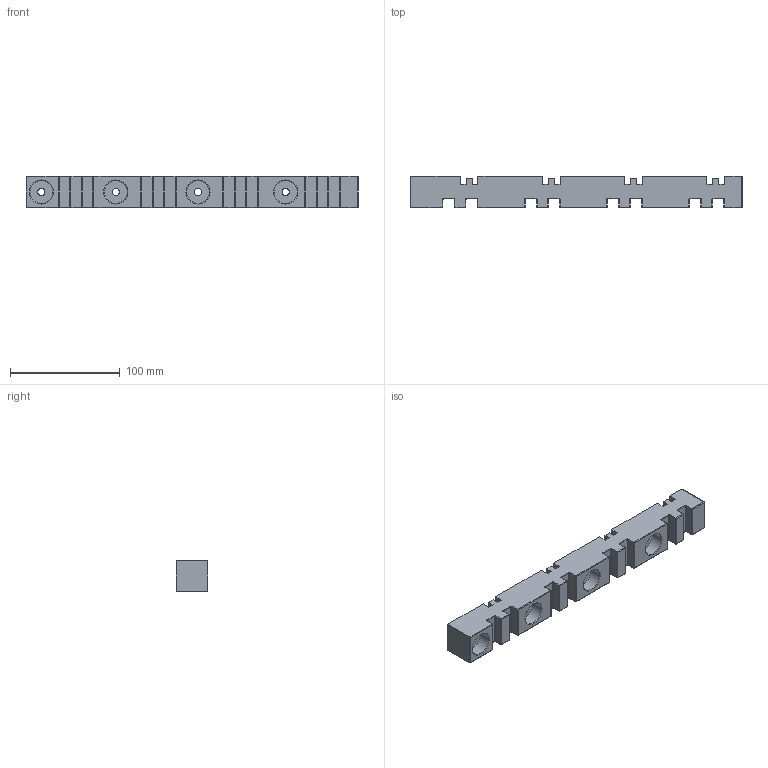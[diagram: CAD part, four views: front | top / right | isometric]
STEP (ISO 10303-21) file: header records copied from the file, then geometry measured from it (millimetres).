
FILE_DESCRIPTION (( 'STEP AP214' ), '1' );
FILE_NAME ('YIS40-4-303 Èçîëÿòîð øèííûé ïëîñêèé ÈØÏ 4P äëÿ øèí 5 è 10 ìì 303 ìì IEK.STEP', '2020-02-25T11:36:50', ( '' ), ( '' ), 'SwSTEP 2.0', 'SolidWorks 2017', '' );
FILE_SCHEMA (( 'AUTOMOTIVE_DESIGN' ));
Length unit declared in the file: millimetre
Products named in the file (1): YIS40-4-303 Èçîëÿòîð øèííûé ïëîñêèé ÈØÏ 4P äëÿ øèí 5 è 10 ìì 303 ìì IEK
Bounding box: 303 x 29 x 29 mm (x, y, z)
Volume: 191956.4 mm3; surface area: 47336.5 mm2
Topology: 1 solids, 1 shells, 282 faces, 672 edges, 364 vertices
Faces by surface type: cylinder 128, plane 78, torus 40, sphere 36
Entity records: 7814 total; most frequent: DIRECTION 1506, CARTESIAN_POINT 1283, ORIENTED_EDGE 1272, EDGE_CURVE 636, AXIS2_PLACEMENT_3D 587, VERTEX_POINT 364, LINE 332, VECTOR 332
